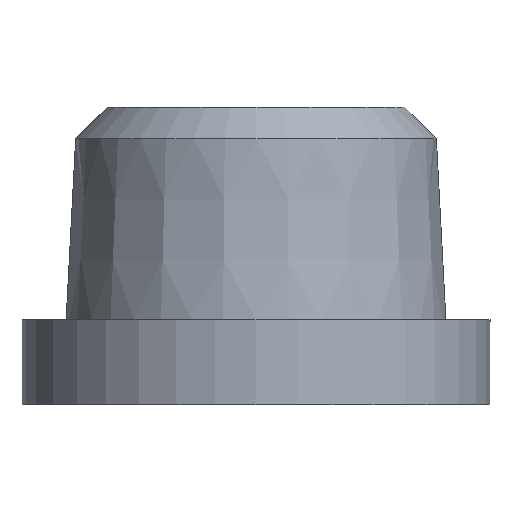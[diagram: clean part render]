
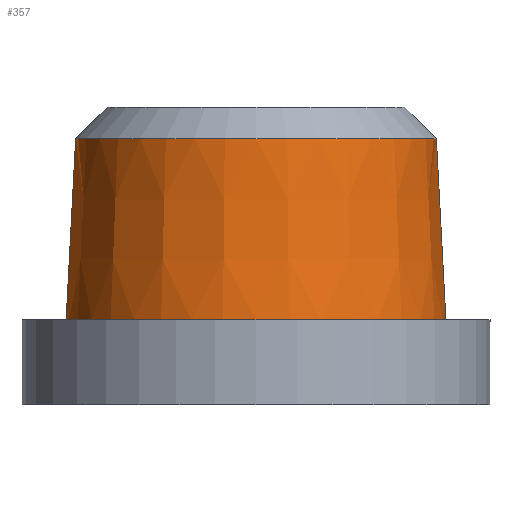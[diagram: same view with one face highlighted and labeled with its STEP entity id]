
A CAD part, front view. The second image highlights one B-rep face of the part: STEP entity #357.
In plain terms, the highlighted conical face has half-angle 3 degrees and reference radius 4.2 mm.
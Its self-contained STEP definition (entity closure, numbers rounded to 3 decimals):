
#16 = CARTESIAN_POINT ( 'NONE',  ( -4.239, 0., 0.739 ) ) ;
#17 = AXIS2_PLACEMENT_3D ( 'NONE', #176, #91, #315 ) ;
#31 = VECTOR ( 'NONE', #286, 1000. ) ;
#51 = CIRCLE ( 'NONE', #363, 4.462 ) ;
#91 = DIRECTION ( 'NONE',  ( 0., 0., 1. ) ) ;
#94 = EDGE_CURVE ( 'NONE', #242, #263, #107, .T. ) ;
#106 = DIRECTION ( 'NONE',  ( -1., 0., 0. ) ) ;
#107 = LINE ( 'NONE', #309, #31 ) ;
#110 = DIRECTION ( 'NONE',  ( 0., 0., 1. ) ) ;
#114 = CARTESIAN_POINT ( 'NONE',  ( -4.462, 0., 5. ) ) ;
#115 = DIRECTION ( 'NONE',  ( -0.052, 0., 0.999 ) ) ;
#134 = FACE_OUTER_BOUND ( 'NONE', #174, .T. ) ;
#135 = EDGE_CURVE ( 'NONE', #136, #140, #217, .T. ) ;
#136 = VERTEX_POINT ( 'NONE', #16 ) ;
#140 = VERTEX_POINT ( 'NONE', #114 ) ;
#154 = DIRECTION ( 'NONE',  ( 0., 0., 1. ) ) ;
#160 = EDGE_CURVE ( 'NONE', #136, #242, #180, .T. ) ;
#173 = EDGE_CURVE ( 'NONE', #140, #263, #51, .T. ) ;
#174 = EDGE_LOOP ( 'NONE', ( #355, #271, #346, #211 ) ) ;
#176 = CARTESIAN_POINT ( 'NONE',  ( 0., 0., 0.739 ) ) ;
#180 = CIRCLE ( 'NONE', #17, 4.239 ) ;
#207 = VECTOR ( 'NONE', #115, 1000. ) ;
#208 = CARTESIAN_POINT ( 'NONE',  ( 0., 0., 5. ) ) ;
#211 = ORIENTED_EDGE ( 'NONE', *, *, #135, .F. ) ;
#212 = DIRECTION ( 'NONE',  ( 1., 0., 0. ) ) ;
#217 = LINE ( 'NONE', #225, #207 ) ;
#225 = CARTESIAN_POINT ( 'NONE',  ( -4.2, 0., -0.01 ) ) ;
#242 = VERTEX_POINT ( 'NONE', #300 ) ;
#248 = CONICAL_SURFACE ( 'NONE', #335, 4.2, 0.052 ) ;
#261 = CARTESIAN_POINT ( 'NONE',  ( 0., 0., -0.01 ) ) ;
#263 = VERTEX_POINT ( 'NONE', #334 ) ;
#271 = ORIENTED_EDGE ( 'NONE', *, *, #94, .T. ) ;
#286 = DIRECTION ( 'NONE',  ( 0.052, 0., 0.999 ) ) ;
#300 = CARTESIAN_POINT ( 'NONE',  ( 4.239, 0., 0.739 ) ) ;
#309 = CARTESIAN_POINT ( 'NONE',  ( 4.2, 0., -0.01 ) ) ;
#315 = DIRECTION ( 'NONE',  ( -1., 0., 0. ) ) ;
#334 = CARTESIAN_POINT ( 'NONE',  ( 4.462, 0., 5. ) ) ;
#335 = AXIS2_PLACEMENT_3D ( 'NONE', #261, #110, #106 ) ;
#346 = ORIENTED_EDGE ( 'NONE', *, *, #173, .F. ) ;
#355 = ORIENTED_EDGE ( 'NONE', *, *, #160, .T. ) ;
#357 = ADVANCED_FACE ( 'NONE', ( #134 ), #248, .T. ) ;
#363 = AXIS2_PLACEMENT_3D ( 'NONE', #208, #154, #212 ) ;
